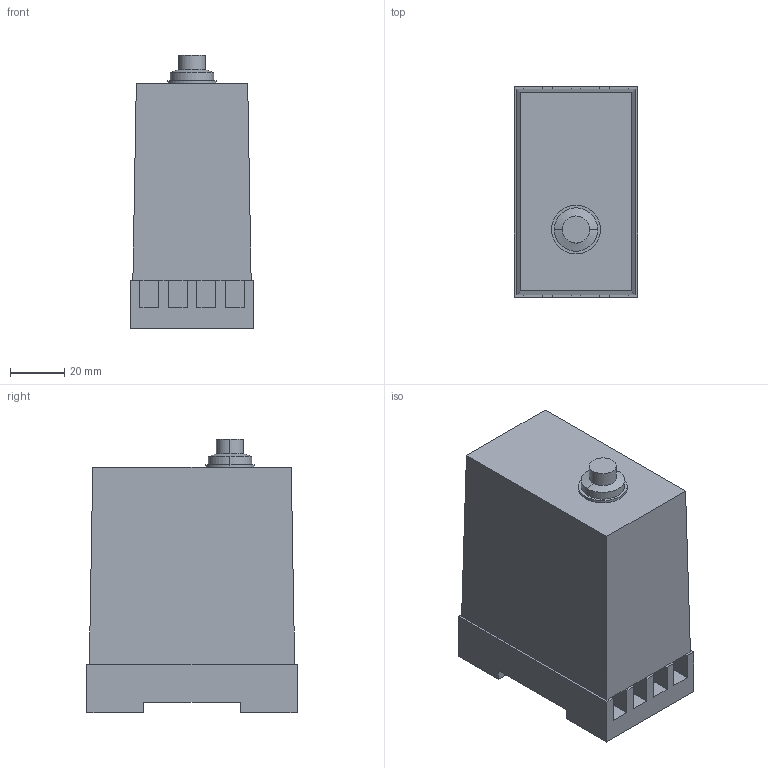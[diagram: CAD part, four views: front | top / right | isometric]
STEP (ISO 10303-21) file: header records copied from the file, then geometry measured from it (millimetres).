
FILE_DESCRIPTION (( 'STEP AP214' ), '1' );
FILE_NAME ('03JS14A.STEP', '2025-03-29T00:41:48', ( '' ), ( 'Microsoft' ), 'SwSTEP 2.0', 'SolidWorks 2014', '' );
FILE_SCHEMA (( 'AUTOMOTIVE_DESIGN' ));
Length unit declared in the file: millimetre
Products named in the file (1): 03JS14A
Bounding box: 45.5 x 77.5 x 101 mm (x, y, z)
Volume: 281625.8 mm3; surface area: 31224.3 mm2
Topology: 1 solids, 1 shells, 72 faces, 184 edges, 116 vertices
Faces by surface type: plane 64, cylinder 6, cone 2
Entity records: 2946 total; most frequent: CARTESIAN_POINT 373, ORIENTED_EDGE 368, DIRECTION 342, EDGE_CURVE 184, VECTOR 172, LINE 172, VERTEX_POINT 116, AXIS2_PLACEMENT_3D 85
